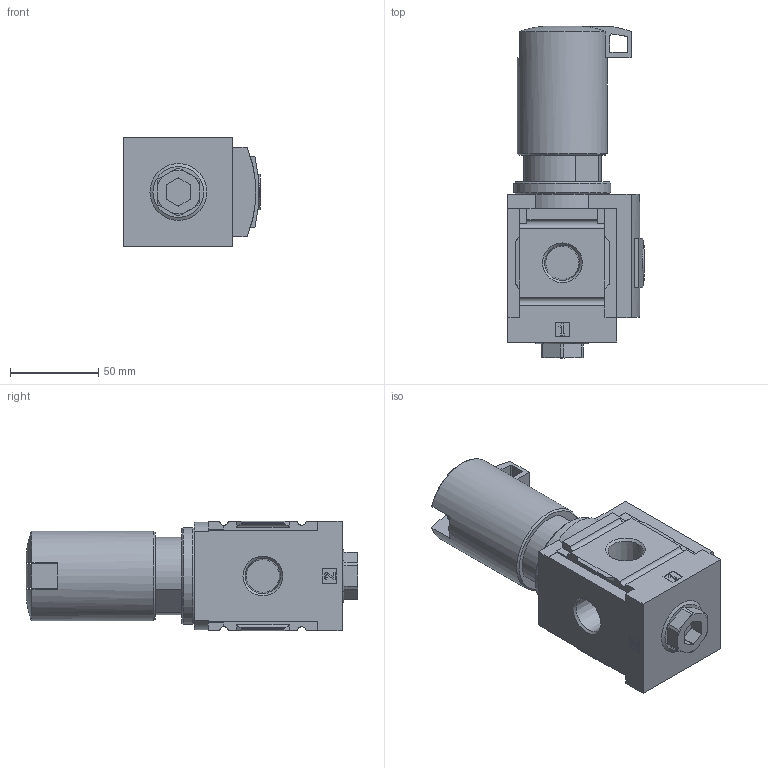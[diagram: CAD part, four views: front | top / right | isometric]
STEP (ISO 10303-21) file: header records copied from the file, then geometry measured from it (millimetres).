
FILE_DESCRIPTION(/* description */ ('STEP AP214'),/* implementation_level */ '2;1');
FILE_NAME(/* name */ '531832_MS6N-LRB-1_2-D7-A4-AS',/* time_stamp */ '2024-09-11T15:06:03+02:00',/* author */ ('License CC BY-ND 4.0'),/* organization */ ('CADENAS'),/* preprocessor_version */ 'ST-DEVELOPER v19.3',/* originating_system */ 'PARTsolutions',/* authorisation */ ' ');
FILE_SCHEMA (('AUTOMOTIVE_DESIGN {1 0 10303 214 3 1 1}'));
Length unit declared in the file: millimetre
Products named in the file (3): 531832 MS6N-LRB-1/2-D7-A4-AS; 527666 MS6N-LRB-1/2-D7-A4-AS0D; 651849 MS-LR-20
Assembly tree (2 placements, depth 2):
  531832 MS6N-LRB-1/2-D7-A4-AS
    527666 MS6N-LRB-1/2-D7-A4-AS0D
    651849 MS-LR-20
Bounding box: 77.5 x 188.5 x 62 mm (x, y, z)
Volume: 518382.9 mm3; surface area: 60574 mm2
Topology: 2 solids, 2 shells, 225 faces, 593 edges, 389 vertices
Faces by surface type: plane 160, cylinder 39, cone 22, torus 4
Full cylindrical faces by diameter (mm): 20 x1, 42.917 x1, 51 x1, 55 x1
Entity records: 8442 total; most frequent: CARTESIAN_POINT 1302, ORIENTED_EDGE 1148, DIRECTION 1118, EDGE_CURVE 574, LINE 424, VECTOR 424, VERTEX_POINT 388, AXIS2_PLACEMENT_3D 347
